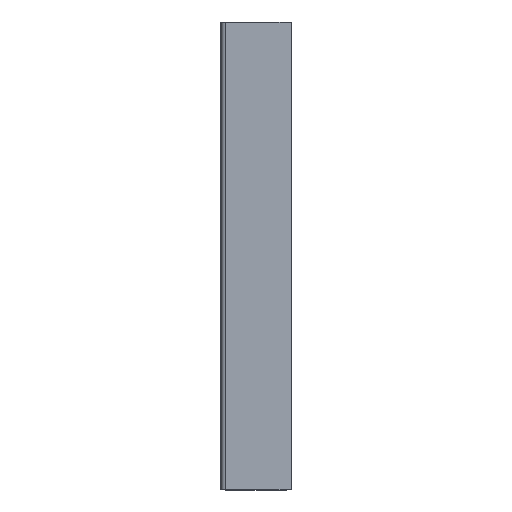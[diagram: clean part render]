
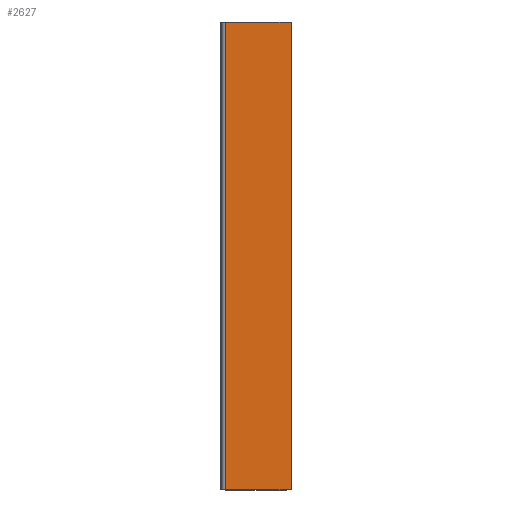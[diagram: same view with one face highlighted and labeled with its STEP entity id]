
A CAD part, top view. The second image highlights one B-rep face of the part: STEP entity #2627.
In plain terms, the highlighted planar face has unit normal (0, 0, 1).
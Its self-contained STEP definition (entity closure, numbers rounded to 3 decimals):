
#6 = CARTESIAN_POINT ( 'NONE',  ( -13., 0., 15. ) ) ;
#100 = VERTEX_POINT ( 'NONE', #3502 ) ;
#323 = PLANE ( 'NONE',  #2106 ) ;
#326 = CARTESIAN_POINT ( 'NONE',  ( -13., 200., 15. ) ) ;
#385 = VECTOR ( 'NONE', #4197, 1000. ) ;
#398 = ORIENTED_EDGE ( 'NONE', *, *, #1325, .T. ) ;
#782 = CARTESIAN_POINT ( 'NONE',  ( -13., 0., 15. ) ) ;
#833 = DIRECTION ( 'NONE',  ( 1., 0., 0. ) ) ;
#855 = VECTOR ( 'NONE', #4503, 1000. ) ;
#994 = VECTOR ( 'NONE', #1346, 1000. ) ;
#1005 = VERTEX_POINT ( 'NONE', #2499 ) ;
#1128 = ORIENTED_EDGE ( 'NONE', *, *, #2708, .T. ) ;
#1138 = LINE ( 'NONE', #4042, #855 ) ;
#1218 = DIRECTION ( 'NONE',  ( 0., 0., 1. ) ) ;
#1271 = FACE_OUTER_BOUND ( 'NONE', #4404, .T. ) ;
#1325 = EDGE_CURVE ( 'NONE', #100, #2187, #4459, .T. ) ;
#1346 = DIRECTION ( 'NONE',  ( 0., -1., 0. ) ) ;
#1702 = EDGE_CURVE ( 'NONE', #1005, #3792, #3395, .T. ) ;
#2106 = AXIS2_PLACEMENT_3D ( 'NONE', #782, #1218, #833 ) ;
#2187 = VERTEX_POINT ( 'NONE', #4582 ) ;
#2499 = CARTESIAN_POINT ( 'NONE',  ( -13., 0., 15. ) ) ;
#2627 = ADVANCED_FACE ( 'NONE', ( #1271 ), #323, .T. ) ;
#2708 = EDGE_CURVE ( 'NONE', #3792, #100, #1138, .T. ) ;
#3231 = CARTESIAN_POINT ( 'NONE',  ( -13., 0., 15. ) ) ;
#3395 = LINE ( 'NONE', #3231, #385 ) ;
#3421 = EDGE_CURVE ( 'NONE', #2187, #1005, #5685, .T. ) ;
#3502 = CARTESIAN_POINT ( 'NONE',  ( 15., 200., 15. ) ) ;
#3527 = ORIENTED_EDGE ( 'NONE', *, *, #3421, .T. ) ;
#3792 = VERTEX_POINT ( 'NONE', #5318 ) ;
#4042 = CARTESIAN_POINT ( 'NONE',  ( 15., 0., 15. ) ) ;
#4044 = DIRECTION ( 'NONE',  ( -1., 0., 0. ) ) ;
#4197 = DIRECTION ( 'NONE',  ( 1., 0., 0. ) ) ;
#4404 = EDGE_LOOP ( 'NONE', ( #5321, #1128, #398, #3527 ) ) ;
#4459 = LINE ( 'NONE', #326, #4752 ) ;
#4503 = DIRECTION ( 'NONE',  ( 0., 1., 0. ) ) ;
#4582 = CARTESIAN_POINT ( 'NONE',  ( -13., 200., 15. ) ) ;
#4752 = VECTOR ( 'NONE', #4044, 1000. ) ;
#5318 = CARTESIAN_POINT ( 'NONE',  ( 15., 0., 15. ) ) ;
#5321 = ORIENTED_EDGE ( 'NONE', *, *, #1702, .T. ) ;
#5685 = LINE ( 'NONE', #6, #994 ) ;
